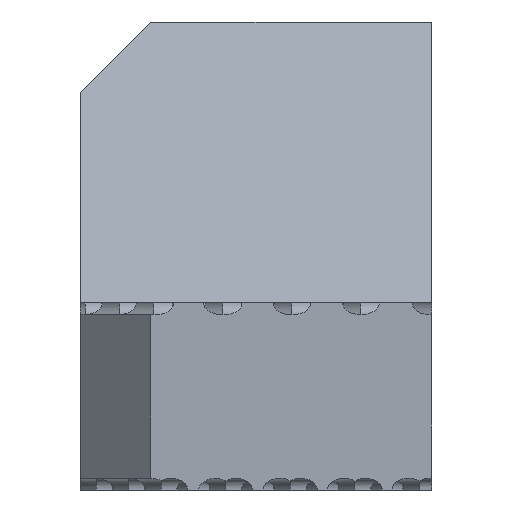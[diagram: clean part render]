
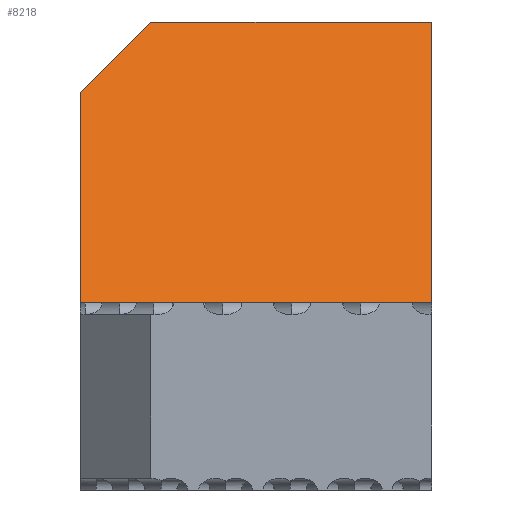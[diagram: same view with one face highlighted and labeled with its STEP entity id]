
A CAD part, front view. The second image highlights one B-rep face of the part: STEP entity #8218.
In plain terms, the highlighted planar face has unit normal (0, -0.915, 0.403).
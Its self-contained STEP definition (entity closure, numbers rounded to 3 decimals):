
#682=ELLIPSE('',#9081,0.772,0.5);
#683=ELLIPSE('',#9082,0.772,0.5);
#684=ELLIPSE('',#9083,0.772,0.5);
#685=ELLIPSE('',#9084,0.772,0.5);
#686=ELLIPSE('',#9085,0.772,0.5);
#687=ELLIPSE('',#9086,0.772,0.5);
#688=ELLIPSE('',#9087,0.772,0.5);
#689=ELLIPSE('',#9088,0.772,0.5);
#690=ELLIPSE('',#9089,0.772,0.5);
#691=ELLIPSE('',#9090,0.772,0.5);
#988=PLANE('',#9080);
#1337=FACE_OUTER_BOUND('',#1797,.T.);
#1797=EDGE_LOOP('',(#7030,#7031,#7032,#7033,#7034,#7035,#7036,#7037,#7038,
#7039,#7040,#7041,#7042,#7043,#7044,#7045,#7046,#7047,#7048));
#2225=LINE('',#13422,#2900);
#2406=LINE('',#13822,#3081);
#2430=LINE('',#13927,#3105);
#2431=LINE('',#13933,#3106);
#2432=LINE('',#13939,#3107);
#2433=LINE('',#13945,#3108);
#2434=LINE('',#13951,#3109);
#2435=LINE('',#13954,#3110);
#2436=LINE('',#13955,#3111);
#2900=VECTOR('',#10637,10.);
#3081=VECTOR('',#11156,10.);
#3105=VECTOR('',#11266,10.);
#3106=VECTOR('',#11271,10.);
#3107=VECTOR('',#11276,10.);
#3108=VECTOR('',#11281,10.);
#3109=VECTOR('',#11286,10.);
#3110=VECTOR('',#11289,10.);
#3111=VECTOR('',#11290,10.);
#3806=VERTEX_POINT('',#13419);
#3807=VERTEX_POINT('',#13421);
#3856=VERTEX_POINT('',#13819);
#3857=VERTEX_POINT('',#13821);
#3894=VERTEX_POINT('',#13924);
#3895=VERTEX_POINT('',#13926);
#3896=VERTEX_POINT('',#13928);
#3897=VERTEX_POINT('',#13930);
#3898=VERTEX_POINT('',#13932);
#3899=VERTEX_POINT('',#13934);
#3900=VERTEX_POINT('',#13936);
#3901=VERTEX_POINT('',#13938);
#3902=VERTEX_POINT('',#13940);
#3903=VERTEX_POINT('',#13942);
#3904=VERTEX_POINT('',#13944);
#3905=VERTEX_POINT('',#13946);
#3906=VERTEX_POINT('',#13948);
#3907=VERTEX_POINT('',#13950);
#3908=VERTEX_POINT('',#13953);
#4723=EDGE_CURVE('',#3806,#3807,#2225,.T.);
#4939=EDGE_CURVE('',#3856,#3857,#2406,.T.);
#4988=EDGE_CURVE('',#3894,#3856,#682,.T.);
#4989=EDGE_CURVE('',#3895,#3894,#2430,.T.);
#4990=EDGE_CURVE('',#3896,#3895,#683,.T.);
#4991=EDGE_CURVE('',#3897,#3896,#684,.T.);
#4992=EDGE_CURVE('',#3898,#3897,#2431,.T.);
#4993=EDGE_CURVE('',#3899,#3898,#685,.T.);
#4994=EDGE_CURVE('',#3900,#3899,#686,.T.);
#4995=EDGE_CURVE('',#3901,#3900,#2432,.T.);
#4996=EDGE_CURVE('',#3902,#3901,#687,.T.);
#4997=EDGE_CURVE('',#3903,#3902,#688,.T.);
#4998=EDGE_CURVE('',#3904,#3903,#2433,.T.);
#4999=EDGE_CURVE('',#3905,#3904,#689,.T.);
#5000=EDGE_CURVE('',#3906,#3905,#690,.T.);
#5001=EDGE_CURVE('',#3907,#3906,#2434,.T.);
#5002=EDGE_CURVE('',#3807,#3907,#691,.T.);
#5003=EDGE_CURVE('',#3806,#3908,#2435,.T.);
#5004=EDGE_CURVE('',#3857,#3908,#2436,.T.);
#7030=ORIENTED_EDGE('',*,*,#4939,.F.);
#7031=ORIENTED_EDGE('',*,*,#4988,.F.);
#7032=ORIENTED_EDGE('',*,*,#4989,.F.);
#7033=ORIENTED_EDGE('',*,*,#4990,.F.);
#7034=ORIENTED_EDGE('',*,*,#4991,.F.);
#7035=ORIENTED_EDGE('',*,*,#4992,.F.);
#7036=ORIENTED_EDGE('',*,*,#4993,.F.);
#7037=ORIENTED_EDGE('',*,*,#4994,.F.);
#7038=ORIENTED_EDGE('',*,*,#4995,.F.);
#7039=ORIENTED_EDGE('',*,*,#4996,.F.);
#7040=ORIENTED_EDGE('',*,*,#4997,.F.);
#7041=ORIENTED_EDGE('',*,*,#4998,.F.);
#7042=ORIENTED_EDGE('',*,*,#4999,.F.);
#7043=ORIENTED_EDGE('',*,*,#5000,.F.);
#7044=ORIENTED_EDGE('',*,*,#5001,.F.);
#7045=ORIENTED_EDGE('',*,*,#5002,.F.);
#7046=ORIENTED_EDGE('',*,*,#4723,.F.);
#7047=ORIENTED_EDGE('',*,*,#5003,.T.);
#7048=ORIENTED_EDGE('',*,*,#5004,.F.);
#8218=ADVANCED_FACE('',(#1337),#988,.T.);
#9080=AXIS2_PLACEMENT_3D('',#13923,#11262,#11263);
#9081=AXIS2_PLACEMENT_3D('',#13925,#11264,#11265);
#9082=AXIS2_PLACEMENT_3D('',#13929,#11267,#11268);
#9083=AXIS2_PLACEMENT_3D('',#13931,#11269,#11270);
#9084=AXIS2_PLACEMENT_3D('',#13935,#11272,#11273);
#9085=AXIS2_PLACEMENT_3D('',#13937,#11274,#11275);
#9086=AXIS2_PLACEMENT_3D('',#13941,#11277,#11278);
#9087=AXIS2_PLACEMENT_3D('',#13943,#11279,#11280);
#9088=AXIS2_PLACEMENT_3D('',#13947,#11282,#11283);
#9089=AXIS2_PLACEMENT_3D('',#13949,#11284,#11285);
#9090=AXIS2_PLACEMENT_3D('',#13952,#11287,#11288);
#10637=DIRECTION('',(0.,-0.403,-0.915));
#11156=DIRECTION('',(0.,0.403,0.915));
#11262=DIRECTION('center_axis',(0.,-0.915,0.403));
#11263=DIRECTION('ref_axis',(0.,0.403,0.915));
#11264=DIRECTION('center_axis',(0.,0.915,-0.403));
#11265=DIRECTION('ref_axis',(0.928,-0.15,-0.342));
#11266=DIRECTION('',(-1.,0.,0.));
#11267=DIRECTION('center_axis',(0.,0.915,-0.403));
#11268=DIRECTION('ref_axis',(0.928,-0.15,-0.342));
#11269=DIRECTION('center_axis',(0.,0.915,-0.403));
#11270=DIRECTION('ref_axis',(0.928,0.15,0.342));
#11271=DIRECTION('',(-1.,0.,0.));
#11272=DIRECTION('center_axis',(0.,0.915,-0.403));
#11273=DIRECTION('ref_axis',(0.928,-0.15,-0.342));
#11274=DIRECTION('center_axis',(0.,0.915,-0.403));
#11275=DIRECTION('ref_axis',(0.928,0.15,0.342));
#11276=DIRECTION('',(-1.,0.,0.));
#11277=DIRECTION('center_axis',(0.,0.915,-0.403));
#11278=DIRECTION('ref_axis',(0.928,-0.15,-0.342));
#11279=DIRECTION('center_axis',(0.,0.915,-0.403));
#11280=DIRECTION('ref_axis',(0.928,0.15,0.342));
#11281=DIRECTION('',(-1.,0.,0.));
#11282=DIRECTION('center_axis',(0.,0.915,-0.403));
#11283=DIRECTION('ref_axis',(0.928,-0.15,-0.342));
#11284=DIRECTION('center_axis',(0.,0.915,-0.403));
#11285=DIRECTION('ref_axis',(0.928,0.15,0.342));
#11286=DIRECTION('',(-1.,0.,0.));
#11287=DIRECTION('center_axis',(0.,0.915,-0.403));
#11288=DIRECTION('ref_axis',(0.928,0.15,0.342));
#11289=DIRECTION('',(-1.,0.,0.));
#11290=DIRECTION('',(0.675,0.297,0.675));
#13419=CARTESIAN_POINT('',(295.,-251.,-267.));
#13421=CARTESIAN_POINT('',(295.,-256.494,-279.492));
#13422=CARTESIAN_POINT('',(295.,-256.222,-278.874));
#13819=CARTESIAN_POINT('',(280.,-256.495,-279.495));
#13821=CARTESIAN_POINT('',(280.,-252.319,-270.));
#13822=CARTESIAN_POINT('',(280.,-256.222,-278.874));
#13923=CARTESIAN_POINT('Origin',(295.,-256.277,-279.));
#13924=CARTESIAN_POINT('',(280.587,-256.277,-279.));
#13925=CARTESIAN_POINT('Origin',(279.879,-256.277,-279.));
#13926=CARTESIAN_POINT('',(282.142,-256.277,-279.));
#13927=CARTESIAN_POINT('',(295.,-256.277,-279.));
#13928=CARTESIAN_POINT('',(283.242,-256.49,-279.484));
#13929=CARTESIAN_POINT('Origin',(282.849,-256.277,-279.));
#13930=CARTESIAN_POINT('',(284.342,-256.277,-279.));
#13931=CARTESIAN_POINT('Origin',(283.635,-256.277,-279.));
#13932=CARTESIAN_POINT('',(285.112,-256.277,-279.));
#13933=CARTESIAN_POINT('',(295.,-256.277,-279.));
#13934=CARTESIAN_POINT('',(286.191,-256.492,-279.488));
#13935=CARTESIAN_POINT('Origin',(285.819,-256.277,-279.));
#13936=CARTESIAN_POINT('',(287.269,-256.277,-279.));
#13937=CARTESIAN_POINT('Origin',(286.562,-256.277,-279.));
#13938=CARTESIAN_POINT('',(288.082,-256.277,-279.));
#13939=CARTESIAN_POINT('',(295.,-256.277,-279.));
#13940=CARTESIAN_POINT('',(289.139,-256.493,-279.491));
#13941=CARTESIAN_POINT('Origin',(288.789,-256.277,-279.));
#13942=CARTESIAN_POINT('',(290.196,-256.277,-279.));
#13943=CARTESIAN_POINT('Origin',(289.489,-256.277,-279.));
#13944=CARTESIAN_POINT('',(291.052,-256.277,-279.));
#13945=CARTESIAN_POINT('',(295.,-256.277,-279.));
#13946=CARTESIAN_POINT('',(292.088,-256.494,-279.494));
#13947=CARTESIAN_POINT('Origin',(291.759,-256.277,-279.));
#13948=CARTESIAN_POINT('',(293.124,-256.277,-279.));
#13949=CARTESIAN_POINT('Origin',(292.417,-256.277,-279.));
#13950=CARTESIAN_POINT('',(294.637,-256.277,-279.));
#13951=CARTESIAN_POINT('',(295.,-256.277,-279.));
#13952=CARTESIAN_POINT('Origin',(295.344,-256.277,-279.));
#13953=CARTESIAN_POINT('',(283.,-251.,-267.));
#13954=CARTESIAN_POINT('',(295.,-251.,-267.));
#13955=CARTESIAN_POINT('',(281.329,-251.735,-268.671));
